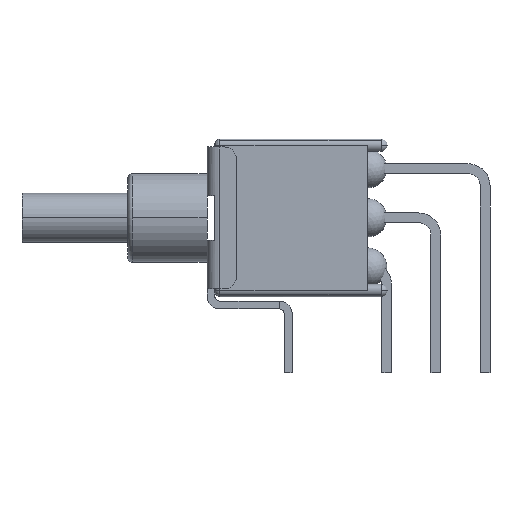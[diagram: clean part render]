
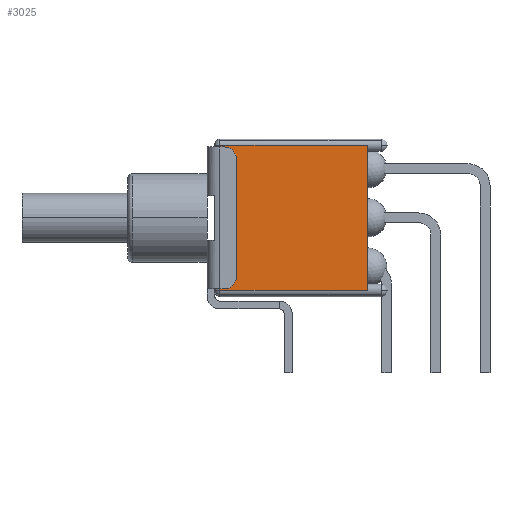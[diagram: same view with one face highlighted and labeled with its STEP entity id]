
A CAD part, front view. The second image highlights one B-rep face of the part: STEP entity #3025.
In plain terms, the highlighted free-form (B-spline) face has degree [1, 1] with [2, 2] control points.
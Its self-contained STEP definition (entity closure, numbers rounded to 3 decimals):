
#1920=CARTESIAN_POINT('',(-11.15,-2.704,8.448));
#1921=VERTEX_POINT('',#1920);
#1929=CARTESIAN_POINT('',(-3.526,-2.704,8.448));
#1930=VERTEX_POINT('',#1929);
#1931=CARTESIAN_POINT('',(-11.15,-2.704,8.448));
#1932=DIRECTION('',(1.0,0.0,0.0));
#1933=VECTOR('',#1932,7.624);
#1934=LINE('',#1931,#1933);
#1935=EDGE_CURVE('',#1921,#1930,#1934,.T.);
#2014=CARTESIAN_POINT('',(-3.526,-2.704,0.953));
#2015=VERTEX_POINT('',#2014);
#2023=CARTESIAN_POINT('',(-11.15,-2.704,0.953));
#2024=VERTEX_POINT('',#2023);
#2025=CARTESIAN_POINT('',(-3.526,-2.704,0.953));
#2026=DIRECTION('',(-1.0,0.0,0.0));
#2027=VECTOR('',#2026,7.624);
#2028=LINE('',#2025,#2027);
#2029=EDGE_CURVE('',#2015,#2024,#2028,.T.);
#2531=CARTESIAN_POINT('',(-11.15,-2.704,0.953));
#2532=DIRECTION('',(0.0,0.0,1.0));
#2533=VECTOR('',#2532,7.495);
#2534=LINE('',#2531,#2533);
#2535=EDGE_CURVE('',#2024,#1921,#2534,.T.);
#2933=CARTESIAN_POINT('',(-3.526,-2.704,8.448));
#2934=DIRECTION('',(0.0,0.0,-1.0));
#2935=VECTOR('',#2934,7.495);
#2936=LINE('',#2933,#2935);
#2937=EDGE_CURVE('',#1930,#2015,#2936,.T.);
#3014=CARTESIAN_POINT('',(-3.526,-2.704,8.448));
#3015=CARTESIAN_POINT('',(-3.526,-2.704,0.953));
#3016=CARTESIAN_POINT('',(-11.15,-2.704,8.448));
#3017=CARTESIAN_POINT('',(-11.15,-2.704,0.953));
#3018=B_SPLINE_SURFACE_WITH_KNOTS('',1,1,((#3014,#3016),(#3015,#3017)),.UNSPECIFIED.,.F.,.F.,.U.,(2,2),(2,2),(0.0,7.495),(0.0,7.624),.UNSPECIFIED.);
#3019=ORIENTED_EDGE('',*,*,#2535,.F.);
#3020=ORIENTED_EDGE('',*,*,#2029,.F.);
#3021=ORIENTED_EDGE('',*,*,#2937,.F.);
#3022=ORIENTED_EDGE('',*,*,#1935,.F.);
#3023=EDGE_LOOP('',(#3019,#3020,#3021,#3022));
#3024=FACE_OUTER_BOUND('',#3023,.T.);
#3025=ADVANCED_FACE('',(#3024),#3018,.F.);
